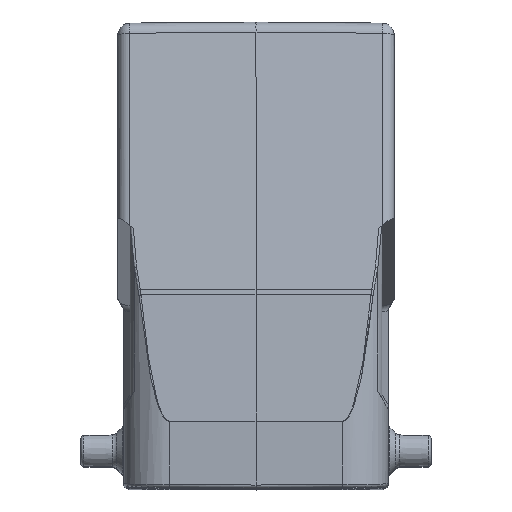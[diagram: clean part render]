
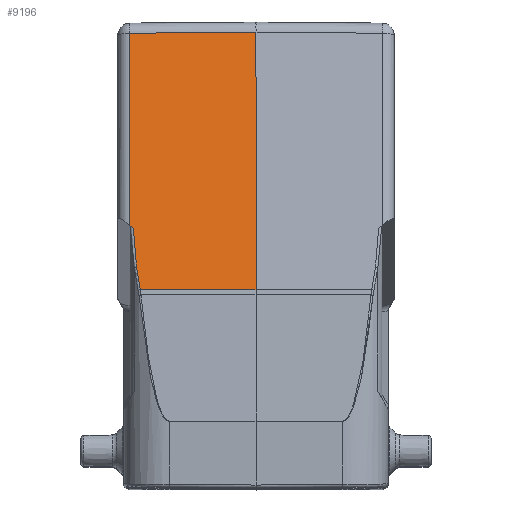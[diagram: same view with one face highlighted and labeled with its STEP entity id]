
A CAD part, top view. The second image highlights one B-rep face of the part: STEP entity #9196.
In plain terms, the highlighted planar face has unit normal (-0.009, 0.174, 0.985).
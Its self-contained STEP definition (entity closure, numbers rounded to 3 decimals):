
#37=DIRECTION('',(0.,-0.985,0.174));
#38=VECTOR('',#37,31.771);
#39=CARTESIAN_POINT('',(-20.517,19.584,50.546));
#40=LINE('',#39,#38);
#66=CARTESIAN_POINT('',(-20.517,-11.704,56.062));
#68=CARTESIAN_POINT('',(-19.449,-18.497,57.27));
#69=CARTESIAN_POINT('',(-19.749,-16.402,56.898));
#70=CARTESIAN_POINT('',(-19.895,-14.285,56.523));
#71=CARTESIAN_POINT('',(-19.963,-12.168,56.149));
#73=DIRECTION('',(-0.762,0.637,-0.119));
#74=VECTOR('',#73,0.727);
#75=CARTESIAN_POINT('',(-19.963,-12.168,56.149));
#76=LINE('',#75,#74);
#77=DIRECTION('',(1.,0.009,0.007));
#78=VECTOR('',#77,20.519);
#79=CARTESIAN_POINT('',(-20.517,19.584,50.546));
#80=LINE('',#79,#78);
#81=CARTESIAN_POINT('',(-18.848,-22.177,57.924));
#82=CARTESIAN_POINT('',(-19.075,-20.955,57.706));
#83=CARTESIAN_POINT('',(-19.272,-19.727,57.488));
#84=CARTESIAN_POINT('',(-19.449,-18.497,57.27));
#117=DIRECTION('',(1.,0.001,0.009));
#118=VECTOR('',#117,18.848);
#119=CARTESIAN_POINT('',(-18.848,-22.177,57.924));
#120=LINE('',#119,#118);
#161=DIRECTION('',(0.,0.985,-0.174));
#162=VECTOR('',#161,42.562);
#163=CARTESIAN_POINT('',(0.,-22.153,
58.087));
#164=LINE('',#163,#162);
#7705=VERTEX_POINT('',#66);
#7706=CARTESIAN_POINT('',(-20.517,19.584,50.546));
#7707=VERTEX_POINT('',#7706);
#7708=CARTESIAN_POINT('',(-19.963,-12.168,
56.149));
#7709=VERTEX_POINT('',#7708);
#7716=VERTEX_POINT('',#68);
#7717=CARTESIAN_POINT('',(0.,19.763,
50.696));
#7718=VERTEX_POINT('',#7717);
#7719=CARTESIAN_POINT('',(0.,-22.153,
58.087));
#7720=VERTEX_POINT('',#7719);
#7721=CARTESIAN_POINT('',(-18.848,-22.177,
57.924));
#7722=VERTEX_POINT('',#7721);
#9177=CARTESIAN_POINT('',(0.,21.415,50.404));
#9178=DIRECTION('',(-0.009,0.174,0.985));
#9179=DIRECTION('',(0.,-0.985,0.174));
#9180=AXIS2_PLACEMENT_3D('',#9177,#9178,#9179);
#9181=PLANE('',#9180);
#9183=ORIENTED_EDGE('',*,*,#9182,.T.);
#9184=ORIENTED_EDGE('',*,*,#9160,.T.);
#9185=ORIENTED_EDGE('',*,*,#9150,.F.);
#9187=ORIENTED_EDGE('',*,*,#9186,.T.);
#9189=ORIENTED_EDGE('',*,*,#9188,.F.);
#9191=ORIENTED_EDGE('',*,*,#9190,.F.);
#9193=ORIENTED_EDGE('',*,*,#9192,.T.);
#9194=EDGE_LOOP('',(#9183,#9184,#9185,#9187,#9189,#9191,#9193));
#9195=FACE_OUTER_BOUND('',#9194,.F.);
#9196=ADVANCED_FACE('',(#9195),#9181,.T.);
#72=B_SPLINE_CURVE_WITH_KNOTS('',3,(#68,#69,#70,#71),.UNSPECIFIED.,.F.,.F.,(4,
4),(0.,1.),.UNSPECIFIED.);
#85=B_SPLINE_CURVE_WITH_KNOTS('',3,(#81,#82,#83,#84),.UNSPECIFIED.,.F.,.F.,(4,
4),(0.,1.),.UNSPECIFIED.);
#9150=EDGE_CURVE('',#7707,#7705,#40,.T.);
#9160=EDGE_CURVE('',#7709,#7705,#76,.T.);
#9182=EDGE_CURVE('',#7716,#7709,#72,.T.);
#9186=EDGE_CURVE('',#7707,#7718,#80,.T.);
#9188=EDGE_CURVE('',#7720,#7718,#164,.T.);
#9190=EDGE_CURVE('',#7722,#7720,#120,.T.);
#9192=EDGE_CURVE('',#7722,#7716,#85,.T.);
